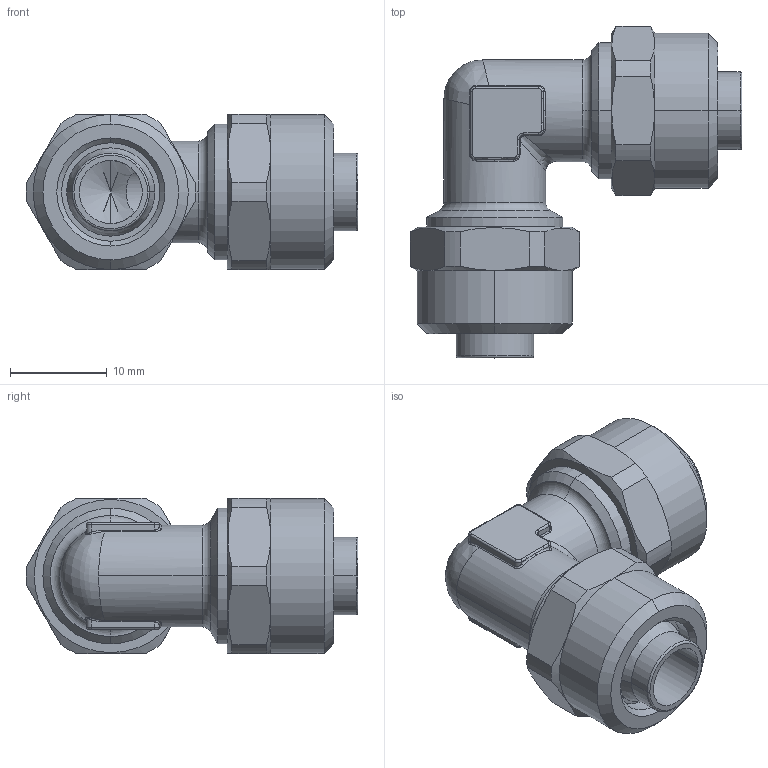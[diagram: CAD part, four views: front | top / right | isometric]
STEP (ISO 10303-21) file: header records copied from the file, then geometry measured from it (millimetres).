
FILE_DESCRIPTION (( 'STEP AP203' ), '1' );
FILE_NAME ('02080050.STEP', '2011-09-28T13:05:06', ( '' ), ( 'sopra-pneumatic' ), 'SwSTEP 2.0', 'SolidWorks 2011', '' );
FILE_SCHEMA (( 'CONFIG_CONTROL_DESIGN' ));
Length unit declared in the file: millimetre
Products named in the file (1): 02080050
Bounding box: 34.24 x 34.24 x 16 mm (x, y, z)
Volume: 5309.5 mm3; surface area: 3813.6 mm2
Topology: 1 solids, 1 shells, 200 faces, 469 edges, 275 vertices
Faces by surface type: cylinder 76, plane 38, cone 34, torus 26, bspline 26
Entity records: 6547 total; most frequent: CARTESIAN_POINT 2074, ORIENTED_EDGE 934, DIRECTION 932, EDGE_CURVE 467, AXIS2_PLACEMENT_3D 393, VERTEX_POINT 275, CIRCLE 218, EDGE_LOOP 208
